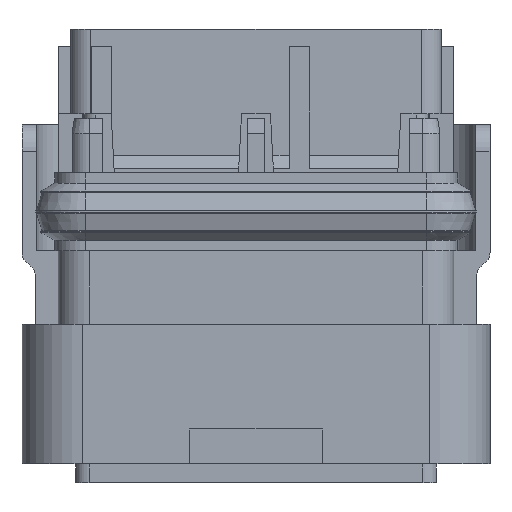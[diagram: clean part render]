
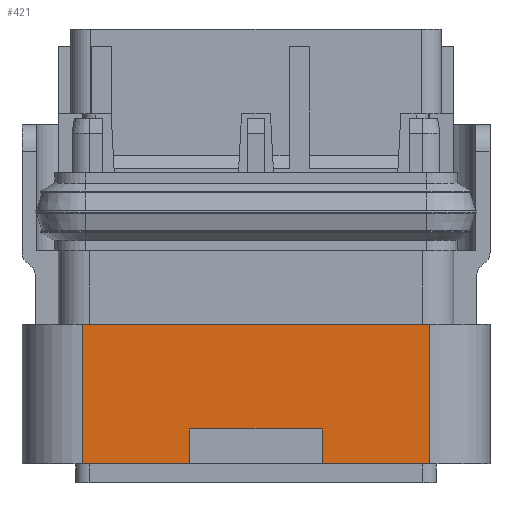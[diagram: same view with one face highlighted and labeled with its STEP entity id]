
A CAD part, front view. The second image highlights one B-rep face of the part: STEP entity #421.
In plain terms, the highlighted planar face has unit normal (0, -1, 0).
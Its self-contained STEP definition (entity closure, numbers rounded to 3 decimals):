
#421=ADVANCED_FACE('',(#1117),#763,.T.);
#763=PLANE('',#8113);
#1117=FACE_OUTER_BOUND('',#1525,.T.);
#1525=EDGE_LOOP('',(#3232,#3233,#3234,#3235,#3236,#3237,#3238,#3239));
#3232=ORIENTED_EDGE('',*,*,#5581,.T.);
#3233=ORIENTED_EDGE('',*,*,#5582,.F.);
#3234=ORIENTED_EDGE('',*,*,#5403,.T.);
#3235=ORIENTED_EDGE('',*,*,#5583,.T.);
#3236=ORIENTED_EDGE('',*,*,#5584,.T.);
#3237=ORIENTED_EDGE('',*,*,#5585,.T.);
#3238=ORIENTED_EDGE('',*,*,#5392,.T.);
#3239=ORIENTED_EDGE('',*,*,#5390,.F.);
#4490=VERTEX_POINT('',#11684);
#4491=VERTEX_POINT('',#11686);
#4492=VERTEX_POINT('',#11690);
#4501=VERTEX_POINT('',#11709);
#4502=VERTEX_POINT('',#11711);
#4620=VERTEX_POINT('',#12063);
#4621=VERTEX_POINT('',#12066);
#4622=VERTEX_POINT('',#12068);
#5390=EDGE_CURVE('',#4490,#4491,#6405,.T.);
#5392=EDGE_CURVE('',#4492,#4491,#6406,.T.);
#5403=EDGE_CURVE('',#4502,#4501,#6413,.T.);
#5581=EDGE_CURVE('',#4490,#4620,#6570,.T.);
#5582=EDGE_CURVE('',#4502,#4620,#6571,.T.);
#5583=EDGE_CURVE('',#4501,#4621,#6572,.T.);
#5584=EDGE_CURVE('',#4621,#4622,#6573,.T.);
#5585=EDGE_CURVE('',#4622,#4492,#6574,.T.);
#6405=LINE('',#11685,#7326);
#6406=LINE('',#11689,#7327);
#6413=LINE('',#11710,#7334);
#6570=LINE('',#12062,#7491);
#6571=LINE('',#12064,#7492);
#6572=LINE('',#12065,#7493);
#6573=LINE('',#12067,#7494);
#6574=LINE('',#12069,#7495);
#7326=VECTOR('',#9403,1.);
#7327=VECTOR('',#9408,1.);
#7334=VECTOR('',#9423,1.);
#7491=VECTOR('',#9734,1.);
#7492=VECTOR('',#9735,1.);
#7493=VECTOR('',#9736,1.);
#7494=VECTOR('',#9737,1.);
#7495=VECTOR('',#9738,1.);
#8113=AXIS2_PLACEMENT_3D('',#12070,#9739,#9740);
#9403=DIRECTION('',(0.,0.,-1.));
#9408=DIRECTION('',(1.,0.,0.));
#9423=DIRECTION('',(1.,0.,0.));
#9734=DIRECTION('',(-1.,0.,0.));
#9735=DIRECTION('',(0.,0.,1.));
#9736=DIRECTION('',(0.,0.,1.));
#9737=DIRECTION('',(1.,0.,0.));
#9738=DIRECTION('',(0.,0.,-1.));
#9739=DIRECTION('',(0.,-1.,0.));
#9740=DIRECTION('',(0.,0.,-1.));
#11684=CARTESIAN_POINT('',(12.95,-8.35,-17.5));
#11685=CARTESIAN_POINT('',(12.95,-8.35,-17.9));
#11686=CARTESIAN_POINT('',(12.95,-8.35,-27.9));
#11689=CARTESIAN_POINT('',(-15.54,-8.35,-27.9));
#11690=CARTESIAN_POINT('',(4.95,-8.35,-27.9));
#11709=CARTESIAN_POINT('',(-4.95,-8.35,-27.9));
#11710=CARTESIAN_POINT('',(-20.34,-8.35,-27.9));
#11711=CARTESIAN_POINT('',(-12.95,-8.35,-27.9));
#12062=CARTESIAN_POINT('',(-15.54,-8.35,-17.5));
#12063=CARTESIAN_POINT('',(-12.95,-8.35,-17.5));
#12064=CARTESIAN_POINT('',(-12.95,-8.35,-27.4));
#12065=CARTESIAN_POINT('',(-4.95,-8.35,-27.4));
#12066=CARTESIAN_POINT('',(-4.95,-8.35,-25.3));
#12067=CARTESIAN_POINT('',(-15.54,-8.35,-25.3));
#12068=CARTESIAN_POINT('',(4.95,-8.35,-25.3));
#12069=CARTESIAN_POINT('',(4.95,-8.35,-24.9));
#12070=CARTESIAN_POINT('',(-15.54,-8.35,-16.95));
